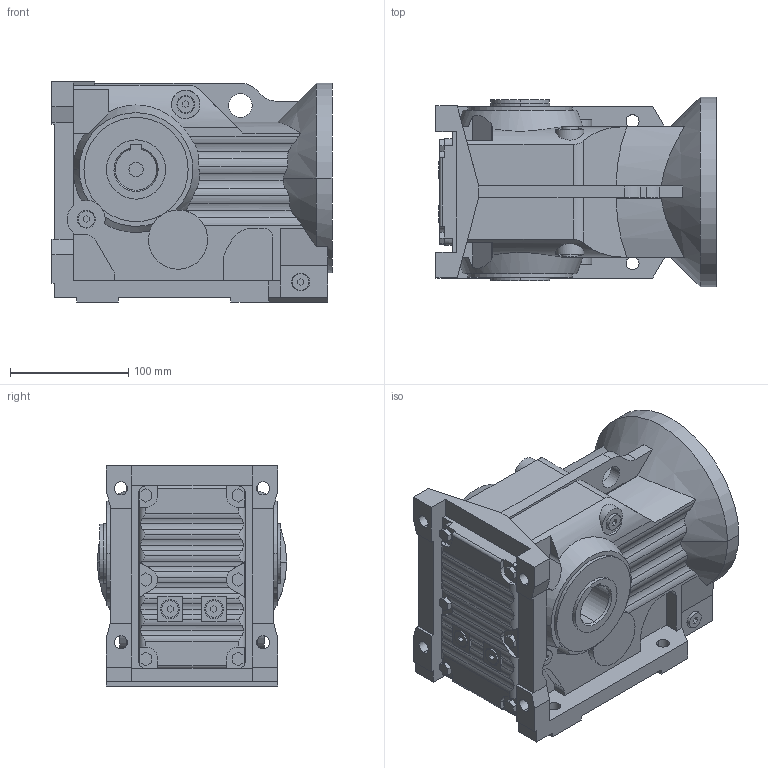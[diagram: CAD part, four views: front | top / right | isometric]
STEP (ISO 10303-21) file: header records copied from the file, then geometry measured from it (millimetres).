
FILE_DESCRIPTION(('STEP AP214'),'1');
FILE_NAME('cctmp_06575EA3-E74B-4FCF-8EB5-230AA260807C_2022_07_07_16_12_48_0777..stp','2022-07-07T14:12:49',('SEW-EURODRIVE GmbH & Co KG'),('CADClick - www.CADClick.com'),'Spatial InterOp 3D postprocessed',' ','unknown authorization');
FILE_SCHEMA(('AUTOMOTIVE_DESIGN'));
Length unit declared in the file: millimetre
Products named in the file (1): 2022_07_07_16_12_48_0777
Bounding box: 236.5 x 160 x 186 mm (x, y, z)
Volume: 4581871.5 mm3; surface area: 259448.6 mm2
Topology: 1 solids, 1 shells, 489 faces, 1307 edges, 853 vertices
Faces by surface type: plane 282, cylinder 190, cone 13, bspline 4
Entity records: 18083 total; most frequent: CARTESIAN_POINT 4512, ORIENTED_EDGE 2606, DIRECTION 2374, EDGE_CURVE 1303, VERTEX_POINT 853, LINE 822, VECTOR 822, AXIS2_PLACEMENT_3D 776
